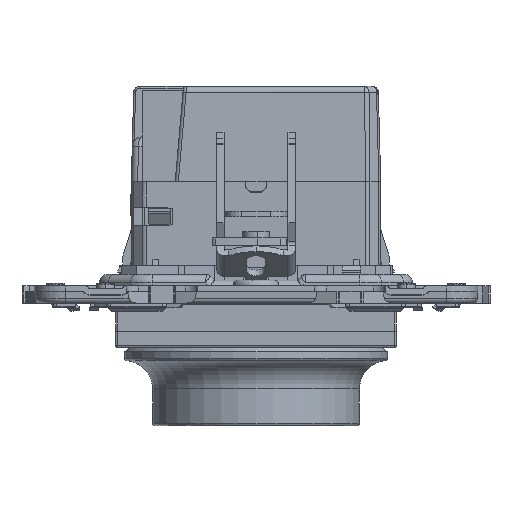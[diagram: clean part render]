
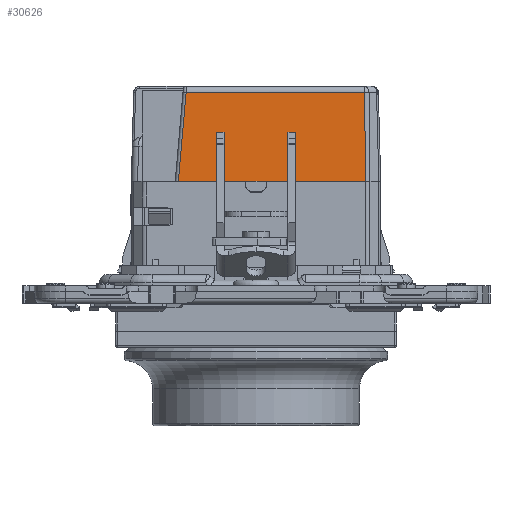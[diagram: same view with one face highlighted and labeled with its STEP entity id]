
A CAD part, front view. The second image highlights one B-rep face of the part: STEP entity #30626.
In plain terms, the highlighted planar face has unit normal (0, -1, 0.026).
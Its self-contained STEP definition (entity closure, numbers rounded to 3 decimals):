
#1831 = LINE ( 'NONE', #19356, #58889 ) ;
#2686 = FACE_OUTER_BOUND ( 'NONE', #45497, .T. ) ;
#2963 = DIRECTION ( 'NONE',  ( -1., 0., 0. ) ) ;
#3219 = EDGE_CURVE ( 'NONE', #61187, #91434, #92922, .T. ) ;
#7883 = LINE ( 'NONE', #76712, #25095 ) ;
#9533 = EDGE_CURVE ( 'NONE', #44867, #105274, #7883, .T. ) ;
#11415 = CARTESIAN_POINT ( 'NONE',  ( 1.15, -1209.135, 21.837 ) ) ;
#12546 = EDGE_CURVE ( 'NONE', #91434, #27584, #39588, .T. ) ;
#13728 = CARTESIAN_POINT ( 'NONE',  ( -2.15, -1209.135, 21.837 ) ) ;
#14951 = VECTOR ( 'NONE', #22512, 1000. ) ;
#17329 = VERTEX_POINT ( 'NONE', #80367 ) ;
#19081 = CARTESIAN_POINT ( 'NONE',  ( -0.5, -1209.135, 21.837 ) ) ;
#19356 = CARTESIAN_POINT ( 'NONE',  ( 0., -1209.135, 21.837 ) ) ;
#22512 = DIRECTION ( 'NONE',  ( -0.087, -0.026, -0.996 ) ) ;
#25095 = VECTOR ( 'NONE', #81699, 1000. ) ;
#27584 = VERTEX_POINT ( 'NONE', #69204 ) ;
#28114 = DIRECTION ( 'NONE',  ( 0., 1., -0.026 ) ) ;
#28254 = ORIENTED_EDGE ( 'NONE', *, *, #9533, .F. ) ;
#29842 = EDGE_CURVE ( 'NONE', #61187, #44867, #1831, .T. ) ;
#30142 = ORIENTED_EDGE ( 'NONE', *, *, #97332, .T. ) ;
#30626 = ADVANCED_FACE ( 'NONE', ( #2686 ), #96411, .F. ) ;
#39588 = LINE ( 'NONE', #46399, #41765 ) ;
#41765 = VECTOR ( 'NONE', #56468, 1000. ) ;
#42905 = ORIENTED_EDGE ( 'NONE', *, *, #12546, .T. ) ;
#44867 = VERTEX_POINT ( 'NONE', #11415 ) ;
#45497 = EDGE_LOOP ( 'NONE', ( #30142, #103154, #28254, #97544, #55629, #42905 ) ) ;
#46399 = CARTESIAN_POINT ( 'NONE',  ( -17.821, -1208.763, 36.063 ) ) ;
#46432 = AXIS2_PLACEMENT_3D ( 'NONE', #19081, #28114, #78330 ) ;
#48348 = CARTESIAN_POINT ( 'NONE',  ( 16.984, -1209.13, 22.026 ) ) ;
#55629 = ORIENTED_EDGE ( 'NONE', *, *, #3219, .T. ) ;
#56468 = DIRECTION ( 'NONE',  ( -1., 0., 0. ) ) ;
#57346 = DIRECTION ( 'NONE',  ( -0.011, 0.026, 1. ) ) ;
#58021 = DIRECTION ( 'NONE',  ( -1., 0., 0. ) ) ;
#58889 = VECTOR ( 'NONE', #2963, 1000. ) ;
#61187 = VERTEX_POINT ( 'NONE', #64110 ) ;
#64110 = CARTESIAN_POINT ( 'NONE',  ( 16.986, -1209.135, 21.837 ) ) ;
#64816 = LINE ( 'NONE', #65377, #14951 ) ;
#65377 = CARTESIAN_POINT ( 'NONE',  ( -12.806, -1209.107, 22.912 ) ) ;
#67069 = CARTESIAN_POINT ( 'NONE',  ( 0., -1209.135, 21.837 ) ) ;
#69076 = VECTOR ( 'NONE', #58021, 1000. ) ;
#69204 = CARTESIAN_POINT ( 'NONE',  ( -11.655, -1208.763, 36.063 ) ) ;
#76712 = CARTESIAN_POINT ( 'NONE',  ( -0.5, -1209.135, 21.837 ) ) ;
#78330 = DIRECTION ( 'NONE',  ( -1., 0., 0. ) ) ;
#80367 = CARTESIAN_POINT ( 'NONE',  ( -12.9, -1209.135, 21.837 ) ) ;
#81699 = DIRECTION ( 'NONE',  ( -1., 0., 0. ) ) ;
#82547 = VECTOR ( 'NONE', #57346, 1000. ) ;
#82855 = LINE ( 'NONE', #67069, #69076 ) ;
#91434 = VERTEX_POINT ( 'NONE', #94604 ) ;
#92922 = LINE ( 'NONE', #48348, #82547 ) ;
#94604 = CARTESIAN_POINT ( 'NONE',  ( 16.832, -1208.763, 36.063 ) ) ;
#96411 = PLANE ( 'NONE',  #46432 ) ;
#97332 = EDGE_CURVE ( 'NONE', #27584, #17329, #64816, .T. ) ;
#97544 = ORIENTED_EDGE ( 'NONE', *, *, #29842, .F. ) ;
#103154 = ORIENTED_EDGE ( 'NONE', *, *, #107263, .F. ) ;
#105274 = VERTEX_POINT ( 'NONE', #13728 ) ;
#107263 = EDGE_CURVE ( 'NONE', #105274, #17329, #82855, .T. ) ;
